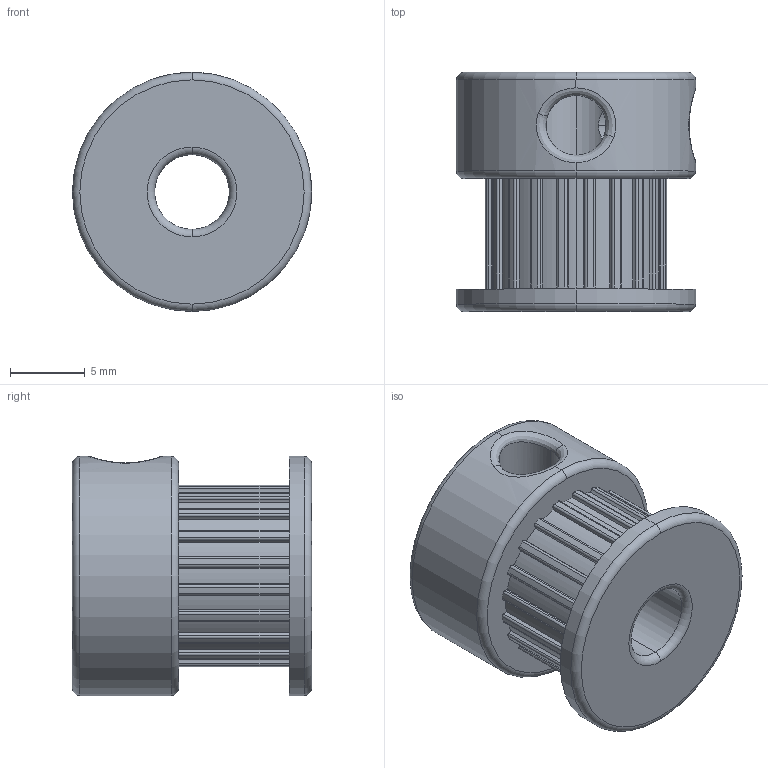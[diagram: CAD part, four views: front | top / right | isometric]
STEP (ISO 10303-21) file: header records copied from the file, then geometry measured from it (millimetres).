
FILE_DESCRIPTION (( 'STEP AP214' ), '1' );
FILE_NAME ('Gear-5mm-20 teeth.STEP', '2020-05-19T11:50:20', ( '' ), ( '' ), 'SwSTEP 2.0', 'SolidWorks 2015', '' );
FILE_SCHEMA (( 'AUTOMOTIVE_DESIGN' ));
Length unit declared in the file: millimetre
Products named in the file (1): Gear-5mm-20 teeth
Bounding box: 16 x 16 x 16 mm (x, y, z)
Volume: 2063.8 mm3; surface area: 1631.6 mm2
Topology: 1 solids, 1 shells, 161 faces, 469 edges, 309 vertices
Faces by surface type: cylinder 143, torus 10, bspline 4, plane 4
Entity records: 6233 total; most frequent: CARTESIAN_POINT 1648, DIRECTION 1065, ORIENTED_EDGE 938, EDGE_CURVE 469, AXIS2_PLACEMENT_3D 460, VERTEX_POINT 309, CIRCLE 302, EDGE_LOOP 166
